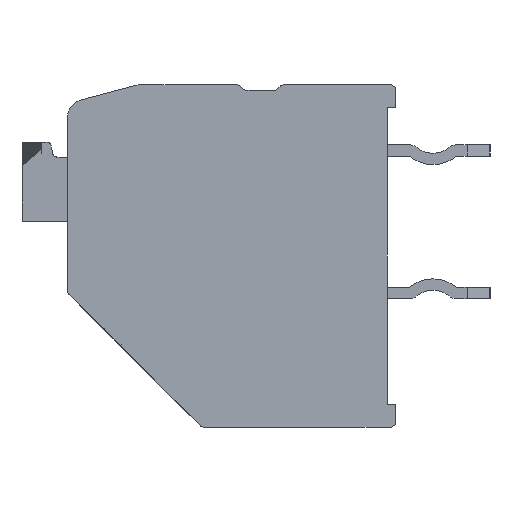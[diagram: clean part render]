
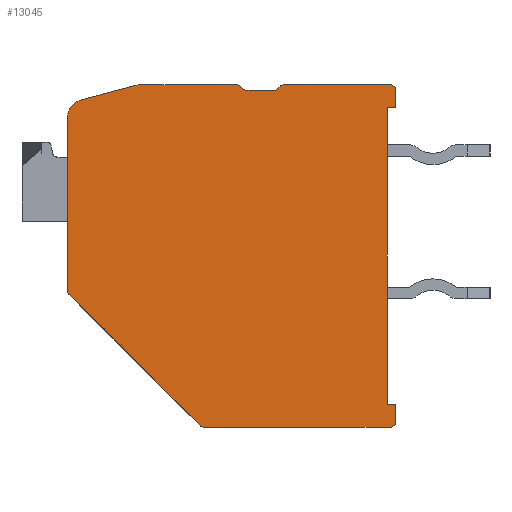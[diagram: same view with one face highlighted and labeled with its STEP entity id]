
A CAD part, left-side view. The second image highlights one B-rep face of the part: STEP entity #13045.
In plain terms, the highlighted planar face has unit normal (-1, 0, 0).
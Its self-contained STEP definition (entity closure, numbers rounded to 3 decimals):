
#4210=CARTESIAN_POINT('',(-35.,5.15,4.883));
#4211=DIRECTION('',(1.,0.,0.));
#4212=DIRECTION('',(0.,1.,0.));
#4213=AXIS2_PLACEMENT_3D('',#4210,#4211,#4212);
#4215=DIRECTION('',(0.,-0.966,0.259));
#4216=VECTOR('',#4215,1.997);
#4217=CARTESIAN_POINT('',(-35.,5.305,5.463));
#4218=LINE('',#4217,#4216);
#4219=CARTESIAN_POINT('',(-35.,3.221,5.4));
#4220=DIRECTION('',(1.,0.,0.));
#4221=DIRECTION('',(0.,0.259,0.966));
#4222=AXIS2_PLACEMENT_3D('',#4219,#4220,#4221);
#4224=DIRECTION('',(0.,-1.,0.));
#4225=VECTOR('',#4224,3.388);
#4226=CARTESIAN_POINT('',(-35.,3.221,6.));
#4227=LINE('',#4226,#4225);
#4228=CARTESIAN_POINT('',(-35.,-0.167,5.8));
#4229=DIRECTION('',(1.,0.,0.));
#4230=DIRECTION('',(0.,0.,1.));
#4231=AXIS2_PLACEMENT_3D('',#4228,#4229,#4230);
#4233=DIRECTION('',(0.,-0.707,-0.707));
#4234=VECTOR('',#4233,0.117);
#4235=CARTESIAN_POINT('',(-35.,-0.309,5.941));
#4236=LINE('',#4235,#4234);
#4237=CARTESIAN_POINT('',(-35.,-0.533,6.));
#4238=DIRECTION('',(-1.,0.,0.));
#4239=DIRECTION('',(0.,0.707,-0.707));
#4240=AXIS2_PLACEMENT_3D('',#4237,#4238,#4239);
#4242=DIRECTION('',(0.,-1.,0.));
#4243=VECTOR('',#4242,0.934);
#4244=CARTESIAN_POINT('',(-35.,-0.533,5.8));
#4245=LINE('',#4244,#4243);
#4246=CARTESIAN_POINT('',(-35.,-1.467,6.));
#4247=DIRECTION('',(-1.,0.,0.));
#4248=DIRECTION('',(0.,0.,-1.));
#4249=AXIS2_PLACEMENT_3D('',#4246,#4247,#4248);
#4251=DIRECTION('',(0.,-0.707,0.707));
#4252=VECTOR('',#4251,0.117);
#4253=CARTESIAN_POINT('',(-35.,-1.609,5.859));
#4254=LINE('',#4253,#4252);
#4255=CARTESIAN_POINT('',(-35.,-1.833,5.8));
#4256=DIRECTION('',(1.,0.,0.));
#4257=DIRECTION('',(0.,0.707,0.707));
#4258=AXIS2_PLACEMENT_3D('',#4255,#4256,#4257);
#4260=DIRECTION('',(0.,-1.,0.));
#4261=VECTOR('',#4260,3.717);
#4262=CARTESIAN_POINT('',(-35.,-1.833,6.));
#4263=LINE('',#4262,#4261);
#4264=CARTESIAN_POINT('',(-35.,-5.55,5.8));
#4265=DIRECTION('',(1.,0.,0.));
#4266=DIRECTION('',(0.,0.,1.));
#4267=AXIS2_PLACEMENT_3D('',#4264,#4265,#4266);
#4269=DIRECTION('',(0.,0.,-1.));
#4270=VECTOR('',#4269,0.6);
#4271=CARTESIAN_POINT('',(-35.,-5.75,5.8));
#4272=LINE('',#4271,#4270);
#4273=DIRECTION('',(0.,1.,0.));
#4274=VECTOR('',#4273,0.3);
#4275=CARTESIAN_POINT('',(-35.,-5.75,5.2));
#4276=LINE('',#4275,#4274);
#4277=DIRECTION('',(0.,0.,-1.));
#4278=VECTOR('',#4277,10.4);
#4279=CARTESIAN_POINT('',(-35.,-5.45,5.2));
#4280=LINE('',#4279,#4278);
#4281=DIRECTION('',(0.,-1.,0.));
#4282=VECTOR('',#4281,0.3);
#4283=CARTESIAN_POINT('',(-35.,-5.45,-5.2));
#4284=LINE('',#4283,#4282);
#4285=DIRECTION('',(0.,0.,-1.));
#4286=VECTOR('',#4285,0.6);
#4287=CARTESIAN_POINT('',(-35.,-5.75,-5.2));
#4288=LINE('',#4287,#4286);
#4289=CARTESIAN_POINT('',(-35.,-5.55,-5.8));
#4290=DIRECTION('',(1.,0.,0.));
#4291=DIRECTION('',(0.,-1.,0.));
#4292=AXIS2_PLACEMENT_3D('',#4289,#4290,#4291);
#4294=DIRECTION('',(0.,1.,0.));
#4295=VECTOR('',#4294,6.515);
#4296=CARTESIAN_POINT('',(-35.,-5.55,-6.));
#4297=LINE('',#4296,#4295);
#4298=CARTESIAN_POINT('',(-35.,0.965,-5.8));
#4299=DIRECTION('',(1.,0.,0.));
#4300=DIRECTION('',(0.,0.,-1.));
#4301=AXIS2_PLACEMENT_3D('',#4298,#4299,#4300);
#4303=DIRECTION('',(0.,0.707,0.707));
#4304=VECTOR('',#4303,6.484);
#4305=CARTESIAN_POINT('',(-35.,1.107,-5.941));
#4306=LINE('',#4305,#4304);
#4307=CARTESIAN_POINT('',(-35.,5.55,-1.215));
#4308=DIRECTION('',(1.,0.,0.));
#4309=DIRECTION('',(0.,0.707,-0.707));
#4310=AXIS2_PLACEMENT_3D('',#4307,#4308,#4309);
#4312=DIRECTION('',(0.,0.,1.));
#4313=VECTOR('',#4312,6.098);
#4314=CARTESIAN_POINT('',(-35.,5.75,-1.215));
#4315=LINE('',#4314,#4313);
#5860=CARTESIAN_POINT('',(-35.,5.75,4.883));
#5861=CARTESIAN_POINT('',(-35.,5.305,5.463));
#5862=VERTEX_POINT('',#5860);
#5863=VERTEX_POINT('',#5861);
#5864=CARTESIAN_POINT('',(-35.,3.376,5.98));
#5865=VERTEX_POINT('',#5864);
#5866=CARTESIAN_POINT('',(-35.,3.221,6.));
#5867=VERTEX_POINT('',#5866);
#5868=CARTESIAN_POINT('',(-35.,-0.167,6.));
#5869=VERTEX_POINT('',#5868);
#5870=CARTESIAN_POINT('',(-35.,-0.309,5.941));
#5871=VERTEX_POINT('',#5870);
#5872=CARTESIAN_POINT('',(-35.,-0.391,5.859));
#5873=VERTEX_POINT('',#5872);
#5874=CARTESIAN_POINT('',(-35.,-0.533,5.8));
#5875=VERTEX_POINT('',#5874);
#5876=CARTESIAN_POINT('',(-35.,-1.467,5.8));
#5877=VERTEX_POINT('',#5876);
#5878=CARTESIAN_POINT('',(-35.,-1.609,5.859));
#5879=VERTEX_POINT('',#5878);
#5880=CARTESIAN_POINT('',(-35.,-1.691,5.941));
#5881=VERTEX_POINT('',#5880);
#5882=CARTESIAN_POINT('',(-35.,-1.833,6.));
#5883=VERTEX_POINT('',#5882);
#5884=CARTESIAN_POINT('',(-35.,-5.55,6.));
#5885=VERTEX_POINT('',#5884);
#5886=CARTESIAN_POINT('',(-35.,-5.75,5.8));
#5887=VERTEX_POINT('',#5886);
#5888=CARTESIAN_POINT('',(-35.,-5.75,5.2));
#5889=VERTEX_POINT('',#5888);
#5890=CARTESIAN_POINT('',(-35.,-5.45,5.2));
#5891=VERTEX_POINT('',#5890);
#5892=CARTESIAN_POINT('',(-35.,-5.45,-5.2));
#5893=VERTEX_POINT('',#5892);
#5894=CARTESIAN_POINT('',(-35.,-5.75,-5.2));
#5895=VERTEX_POINT('',#5894);
#5896=CARTESIAN_POINT('',(-35.,-5.75,-5.8));
#5897=VERTEX_POINT('',#5896);
#5898=CARTESIAN_POINT('',(-35.,-5.55,-6.));
#5899=VERTEX_POINT('',#5898);
#5900=CARTESIAN_POINT('',(-35.,0.965,-6.));
#5901=VERTEX_POINT('',#5900);
#5902=CARTESIAN_POINT('',(-35.,1.107,-5.941));
#5903=VERTEX_POINT('',#5902);
#5904=CARTESIAN_POINT('',(-35.,5.691,-1.357));
#5905=VERTEX_POINT('',#5904);
#5906=CARTESIAN_POINT('',(-35.,5.75,-1.215));
#5907=VERTEX_POINT('',#5906);
#13014=CARTESIAN_POINT('',(-35.,0.,0.));
#13015=DIRECTION('',(1.,0.,0.));
#13016=DIRECTION('',(0.,0.,-1.));
#13017=AXIS2_PLACEMENT_3D('',#13014,#13015,#13016);
#13018=PLANE('',#13017);
#13019=ORIENTED_EDGE('',*,*,#7490,.T.);
#13020=ORIENTED_EDGE('',*,*,#7505,.T.);
#13021=ORIENTED_EDGE('',*,*,#7519,.T.);
#13022=ORIENTED_EDGE('',*,*,#7533,.T.);
#13023=ORIENTED_EDGE('',*,*,#7547,.T.);
#13024=ORIENTED_EDGE('',*,*,#7561,.T.);
#13025=ORIENTED_EDGE('',*,*,#7575,.T.);
#13026=ORIENTED_EDGE('',*,*,#7589,.T.);
#13027=ORIENTED_EDGE('',*,*,#7603,.T.);
#13028=ORIENTED_EDGE('',*,*,#7617,.T.);
#13029=ORIENTED_EDGE('',*,*,#7631,.T.);
#13030=ORIENTED_EDGE('',*,*,#7645,.T.);
#13031=ORIENTED_EDGE('',*,*,#7659,.T.);
#13032=ORIENTED_EDGE('',*,*,#7673,.T.);
#13033=ORIENTED_EDGE('',*,*,#7687,.T.);
#13034=ORIENTED_EDGE('',*,*,#7701,.T.);
#13035=ORIENTED_EDGE('',*,*,#7815,.T.);
#13036=ORIENTED_EDGE('',*,*,#7829,.T.);
#13037=ORIENTED_EDGE('',*,*,#7843,.T.);
#13038=ORIENTED_EDGE('',*,*,#7857,.T.);
#13039=ORIENTED_EDGE('',*,*,#7871,.T.);
#13040=ORIENTED_EDGE('',*,*,#7894,.T.);
#13041=ORIENTED_EDGE('',*,*,#8275,.T.);
#13042=ORIENTED_EDGE('',*,*,#8392,.T.);
#13043=EDGE_LOOP('',(#13019,#13020,#13021,#13022,#13023,#13024,#13025,#13026,
#13027,#13028,#13029,#13030,#13031,#13032,#13033,#13034,#13035,#13036,#13037,
#13038,#13039,#13040,#13041,#13042));
#13044=FACE_OUTER_BOUND('',#13043,.F.);
#4214=CIRCLE('',#4213,0.6);
#4223=CIRCLE('',#4222,0.6);
#4232=CIRCLE('',#4231,0.2);
#4241=CIRCLE('',#4240,0.2);
#4250=CIRCLE('',#4249,0.2);
#4259=CIRCLE('',#4258,0.2);
#4268=CIRCLE('',#4267,0.2);
#4293=CIRCLE('',#4292,0.2);
#4302=CIRCLE('',#4301,0.2);
#4311=CIRCLE('',#4310,0.2);
#7490=EDGE_CURVE('',#5862,#5863,#4214,.T.);
#7505=EDGE_CURVE('',#5863,#5865,#4218,.T.);
#7519=EDGE_CURVE('',#5865,#5867,#4223,.T.);
#7533=EDGE_CURVE('',#5867,#5869,#4227,.T.);
#7547=EDGE_CURVE('',#5869,#5871,#4232,.T.);
#7561=EDGE_CURVE('',#5871,#5873,#4236,.T.);
#7575=EDGE_CURVE('',#5873,#5875,#4241,.T.);
#7589=EDGE_CURVE('',#5875,#5877,#4245,.T.);
#7603=EDGE_CURVE('',#5877,#5879,#4250,.T.);
#7617=EDGE_CURVE('',#5879,#5881,#4254,.T.);
#7631=EDGE_CURVE('',#5881,#5883,#4259,.T.);
#7645=EDGE_CURVE('',#5883,#5885,#4263,.T.);
#7659=EDGE_CURVE('',#5885,#5887,#4268,.T.);
#7673=EDGE_CURVE('',#5887,#5889,#4272,.T.);
#7687=EDGE_CURVE('',#5889,#5891,#4276,.T.);
#7701=EDGE_CURVE('',#5891,#5893,#4280,.T.);
#7815=EDGE_CURVE('',#5893,#5895,#4284,.T.);
#7829=EDGE_CURVE('',#5895,#5897,#4288,.T.);
#7843=EDGE_CURVE('',#5897,#5899,#4293,.T.);
#7857=EDGE_CURVE('',#5899,#5901,#4297,.T.);
#7871=EDGE_CURVE('',#5901,#5903,#4302,.T.);
#7894=EDGE_CURVE('',#5903,#5905,#4306,.T.);
#8275=EDGE_CURVE('',#5905,#5907,#4311,.T.);
#8392=EDGE_CURVE('',#5907,#5862,#4315,.T.);
#13045=ADVANCED_FACE('',(#13044),#13018,.F.);
